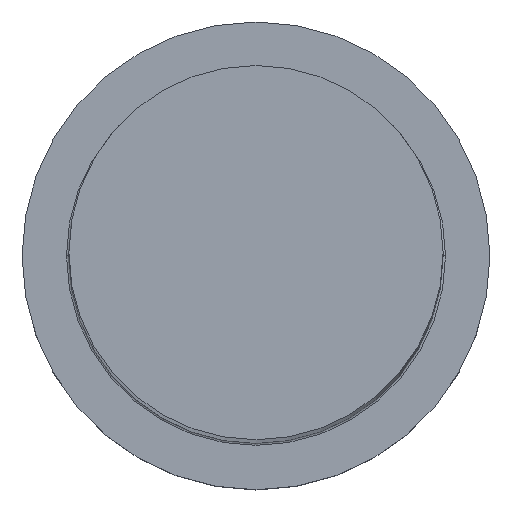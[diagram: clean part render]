
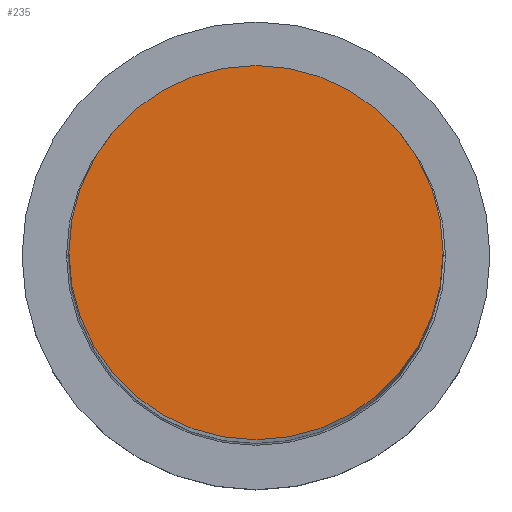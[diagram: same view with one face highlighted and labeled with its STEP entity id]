
A CAD part, top view. The second image highlights one B-rep face of the part: STEP entity #235.
In plain terms, the highlighted planar face has unit normal (0, 0, 1).
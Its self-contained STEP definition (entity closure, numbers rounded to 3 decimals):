
#19 = EDGE_CURVE ( 'NONE', #30, #170, #279, .T. ) ;
#30 = VERTEX_POINT ( 'NONE', #227 ) ;
#44 = PLANE ( 'NONE',  #47 ) ;
#47 = AXIS2_PLACEMENT_3D ( 'NONE', #138, #211, #301 ) ;
#77 = CARTESIAN_POINT ( 'NONE',  ( 0., 0., 170. ) ) ;
#100 = DIRECTION ( 'NONE',  ( 1., 0., 0. ) ) ;
#138 = CARTESIAN_POINT ( 'NONE',  ( 0., 0., 170. ) ) ;
#143 = ORIENTED_EDGE ( 'NONE', *, *, #19, .T. ) ;
#146 = ORIENTED_EDGE ( 'NONE', *, *, #280, .T. ) ;
#166 = CIRCLE ( 'NONE', #174, 16. ) ;
#169 = DIRECTION ( 'NONE',  ( 1., 0., 0. ) ) ;
#170 = VERTEX_POINT ( 'NONE', #260 ) ;
#173 = DIRECTION ( 'NONE',  ( 0., 0., 1. ) ) ;
#174 = AXIS2_PLACEMENT_3D ( 'NONE', #77, #173, #169 ) ;
#202 = AXIS2_PLACEMENT_3D ( 'NONE', #298, #271, #100 ) ;
#210 = FACE_OUTER_BOUND ( 'NONE', #221, .T. ) ;
#211 = DIRECTION ( 'NONE',  ( 0., 0., 1. ) ) ;
#221 = EDGE_LOOP ( 'NONE', ( #143, #146 ) ) ;
#227 = CARTESIAN_POINT ( 'NONE',  ( -16., 0., 170. ) ) ;
#235 = ADVANCED_FACE ( 'NONE', ( #210 ), #44, .T. ) ;
#260 = CARTESIAN_POINT ( 'NONE',  ( 16., 0., 170. ) ) ;
#271 = DIRECTION ( 'NONE',  ( 0., 0., 1. ) ) ;
#279 = CIRCLE ( 'NONE', #202, 16. ) ;
#280 = EDGE_CURVE ( 'NONE', #170, #30, #166, .T. ) ;
#298 = CARTESIAN_POINT ( 'NONE',  ( 0., 0., 170. ) ) ;
#301 = DIRECTION ( 'NONE',  ( 1., 0., 0. ) ) ;
